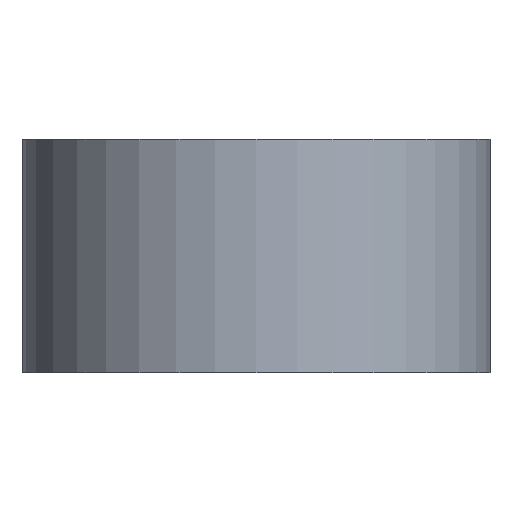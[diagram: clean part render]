
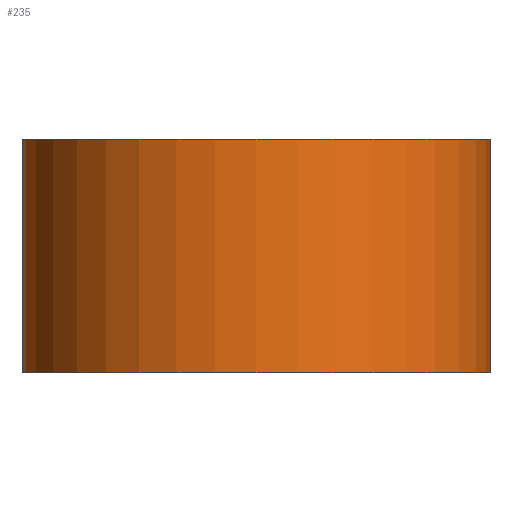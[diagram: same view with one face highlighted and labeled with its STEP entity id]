
A CAD part, left-side view. The second image highlights one B-rep face of the part: STEP entity #235.
In plain terms, the highlighted cylindrical face has radius 5 mm (diameter 10 mm), a partial arc.
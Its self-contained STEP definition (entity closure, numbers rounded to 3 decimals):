
#46 = CARTESIAN_POINT ( 'NONE',  ( -104.997, 24.634, -5. ) ) ;
#48 = DIRECTION ( 'NONE',  ( 0., 0., 1. ) ) ;
#49 = DIRECTION ( 'NONE',  ( 1., 0., 0. ) ) ;
#53 = VERTEX_POINT ( 'NONE', #261 ) ;
#67 = CARTESIAN_POINT ( 'NONE',  ( -104.997, 19.634, -5. ) ) ;
#68 = DIRECTION ( 'NONE',  ( 1., 0., 0. ) ) ;
#74 = VECTOR ( 'NONE', #199, 1000. ) ;
#76 = ORIENTED_EDGE ( 'NONE', *, *, #113, .F. ) ;
#82 = EDGE_CURVE ( 'NONE', #368, #143, #196, .T. ) ;
#113 = EDGE_CURVE ( 'NONE', #143, #53, #212, .T. ) ;
#114 = CARTESIAN_POINT ( 'NONE',  ( -104.997, 24.634, -5. ) ) ;
#115 = CIRCLE ( 'NONE', #268, 5. ) ;
#120 = VERTEX_POINT ( 'NONE', #67 ) ;
#134 = CARTESIAN_POINT ( 'NONE',  ( -104.997, 24.634, 0. ) ) ;
#141 = EDGE_LOOP ( 'NONE', ( #76, #154, #347, #401 ) ) ;
#143 = VERTEX_POINT ( 'NONE', #360 ) ;
#147 = EDGE_CURVE ( 'NONE', #120, #53, #365, .T. ) ;
#154 = ORIENTED_EDGE ( 'NONE', *, *, #82, .F. ) ;
#161 = CARTESIAN_POINT ( 'NONE',  ( -104.997, 29.634, -5. ) ) ;
#175 = FACE_OUTER_BOUND ( 'NONE', #141, .T. ) ;
#182 = CYLINDRICAL_SURFACE ( 'NONE', #292, 5. ) ;
#196 = LINE ( 'NONE', #359, #74 ) ;
#199 = DIRECTION ( 'NONE',  ( 0., 0., 1. ) ) ;
#212 = CIRCLE ( 'NONE', #412, 5. ) ;
#235 = ADVANCED_FACE ( 'NONE', ( #175 ), #182, .T. ) ;
#247 = VECTOR ( 'NONE', #48, 1000. ) ;
#249 = EDGE_CURVE ( 'NONE', #368, #120, #115, .T. ) ;
#261 = CARTESIAN_POINT ( 'NONE',  ( -104.997, 19.634, 0. ) ) ;
#268 = AXIS2_PLACEMENT_3D ( 'NONE', #114, #406, #376 ) ;
#292 = AXIS2_PLACEMENT_3D ( 'NONE', #46, #337, #49 ) ;
#337 = DIRECTION ( 'NONE',  ( 0., 0., 1. ) ) ;
#347 = ORIENTED_EDGE ( 'NONE', *, *, #249, .T. ) ;
#359 = CARTESIAN_POINT ( 'NONE',  ( -104.997, 29.634, -5. ) ) ;
#360 = CARTESIAN_POINT ( 'NONE',  ( -104.997, 29.634, 0. ) ) ;
#365 = LINE ( 'NONE', #423, #247 ) ;
#368 = VERTEX_POINT ( 'NONE', #161 ) ;
#376 = DIRECTION ( 'NONE',  ( 1., 0., 0. ) ) ;
#394 = DIRECTION ( 'NONE',  ( 0., 0., 1. ) ) ;
#401 = ORIENTED_EDGE ( 'NONE', *, *, #147, .T. ) ;
#406 = DIRECTION ( 'NONE',  ( 0., 0., 1. ) ) ;
#412 = AXIS2_PLACEMENT_3D ( 'NONE', #134, #394, #68 ) ;
#423 = CARTESIAN_POINT ( 'NONE',  ( -104.997, 19.634, -5. ) ) ;
